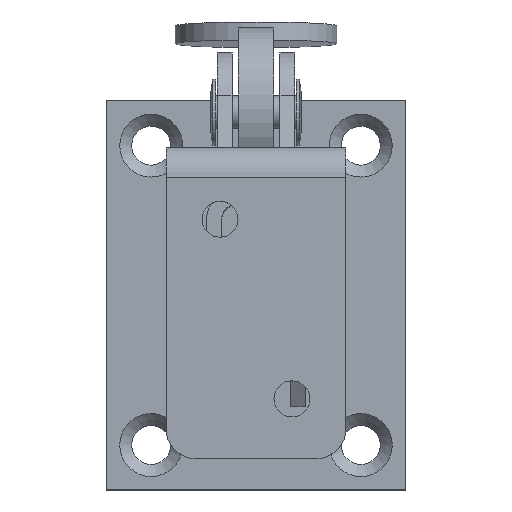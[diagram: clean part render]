
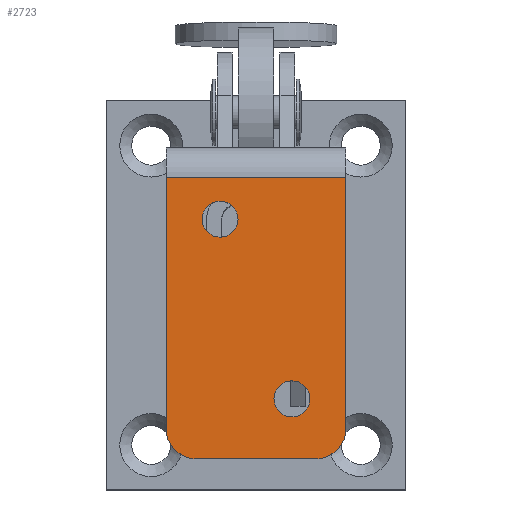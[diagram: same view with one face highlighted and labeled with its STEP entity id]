
A CAD part, top view. The second image highlights one B-rep face of the part: STEP entity #2723.
In plain terms, the highlighted planar face has unit normal (0, 0, 1).
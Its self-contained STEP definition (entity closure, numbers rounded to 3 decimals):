
#401 = EDGE_CURVE ( 'NONE', #12809, #6956, #2499, .T. ) ;
#705 = DIRECTION ( 'NONE',  ( 0., 0., -1. ) ) ;
#1029 = DIRECTION ( 'NONE',  ( 0., 1., 0. ) ) ;
#1160 = VECTOR ( 'NONE', #5127, 1000. ) ;
#1392 = VECTOR ( 'NONE', #7955, 1000. ) ;
#1396 = CARTESIAN_POINT ( 'NONE',  ( 15., 47., 18. ) ) ;
#1415 = ORIENTED_EDGE ( 'NONE', *, *, #3996, .F. ) ;
#1501 = FACE_OUTER_BOUND ( 'NONE', #11505, .T. ) ;
#1873 = CARTESIAN_POINT ( 'NONE',  ( -10., 5., 18. ) ) ;
#1922 = DIRECTION ( 'NONE',  ( 0., 1., 0. ) ) ;
#2499 = LINE ( 'NONE', #10661, #1160 ) ;
#2723 = ADVANCED_FACE ( 'NONE', ( #12780, #4315, #1501 ), #13166, .F. ) ;
#2906 = ORIENTED_EDGE ( 'NONE', *, *, #13033, .T. ) ;
#2984 = CARTESIAN_POINT ( 'NONE',  ( 10., 0., 18. ) ) ;
#3009 = DIRECTION ( 'NONE',  ( 1., 0., 0. ) ) ;
#3089 = DIRECTION ( 'NONE',  ( -1., 0., 0. ) ) ;
#3426 = EDGE_CURVE ( 'NONE', #4478, #3861, #6852, .T. ) ;
#3429 = VERTEX_POINT ( 'NONE', #12248 ) ;
#3806 = AXIS2_PLACEMENT_3D ( 'NONE', #12444, #705, #10257 ) ;
#3861 = VERTEX_POINT ( 'NONE', #10946 ) ;
#3913 = VERTEX_POINT ( 'NONE', #9018 ) ;
#3996 = EDGE_CURVE ( 'NONE', #10309, #6869, #4327, .T. ) ;
#4307 = DIRECTION ( 'NONE',  ( 0., 0., 1. ) ) ;
#4315 = FACE_BOUND ( 'NONE', #10154, .T. ) ;
#4327 = LINE ( 'NONE', #10586, #12464 ) ;
#4478 = VERTEX_POINT ( 'NONE', #12405 ) ;
#4561 = ORIENTED_EDGE ( 'NONE', *, *, #13694, .T. ) ;
#4686 = CARTESIAN_POINT ( 'NONE',  ( -15., 47., 18. ) ) ;
#4735 = CIRCLE ( 'NONE', #9948, 5. ) ;
#5127 = DIRECTION ( 'NONE',  ( 0., -1., 0. ) ) ;
#5644 = AXIS2_PLACEMENT_3D ( 'NONE', #10528, #4307, #7419 ) ;
#5820 = ORIENTED_EDGE ( 'NONE', *, *, #3426, .T. ) ;
#5946 = CIRCLE ( 'NONE', #5644, 3. ) ;
#6106 = ORIENTED_EDGE ( 'NONE', *, *, #12390, .T. ) ;
#6181 = DIRECTION ( 'NONE',  ( 0., 0., 1. ) ) ;
#6662 = DIRECTION ( 'NONE',  ( -1., 0., 0. ) ) ;
#6852 = LINE ( 'NONE', #4686, #1392 ) ;
#6869 = VERTEX_POINT ( 'NONE', #11996 ) ;
#6929 = AXIS2_PLACEMENT_3D ( 'NONE', #9403, #6181, #3009 ) ;
#6956 = VERTEX_POINT ( 'NONE', #10258 ) ;
#7098 = DIRECTION ( 'NONE',  ( 0., 0., 1. ) ) ;
#7251 = CIRCLE ( 'NONE', #13404, 5. ) ;
#7419 = DIRECTION ( 'NONE',  ( 1., 0., 0. ) ) ;
#7478 = DIRECTION ( 'NONE',  ( 0., 0., 1. ) ) ;
#7480 = CIRCLE ( 'NONE', #6929, 3. ) ;
#7955 = DIRECTION ( 'NONE',  ( 0., -1., 0. ) ) ;
#9018 = CARTESIAN_POINT ( 'NONE',  ( 9., 10., 18. ) ) ;
#9114 = ORIENTED_EDGE ( 'NONE', *, *, #401, .F. ) ;
#9403 = CARTESIAN_POINT ( 'NONE',  ( -6., 40., 18. ) ) ;
#9537 = EDGE_CURVE ( 'NONE', #3429, #3429, #7480, .T. ) ;
#9896 = VECTOR ( 'NONE', #6662, 1000. ) ;
#9948 = AXIS2_PLACEMENT_3D ( 'NONE', #10536, #7478, #1029 ) ;
#10154 = EDGE_LOOP ( 'NONE', ( #10656 ) ) ;
#10257 = DIRECTION ( 'NONE',  ( 0., 1., 0. ) ) ;
#10258 = CARTESIAN_POINT ( 'NONE',  ( 15., 5., 18. ) ) ;
#10296 = ORIENTED_EDGE ( 'NONE', *, *, #10431, .F. ) ;
#10309 = VERTEX_POINT ( 'NONE', #2984 ) ;
#10431 = EDGE_CURVE ( 'NONE', #3913, #3913, #5946, .T. ) ;
#10528 = CARTESIAN_POINT ( 'NONE',  ( 6., 10., 18. ) ) ;
#10536 = CARTESIAN_POINT ( 'NONE',  ( 10., 5., 18. ) ) ;
#10586 = CARTESIAN_POINT ( 'NONE',  ( 15., 0., 18. ) ) ;
#10656 = ORIENTED_EDGE ( 'NONE', *, *, #9537, .F. ) ;
#10661 = CARTESIAN_POINT ( 'NONE',  ( 15., 47., 18. ) ) ;
#10946 = CARTESIAN_POINT ( 'NONE',  ( -15., 5., 18. ) ) ;
#11504 = EDGE_LOOP ( 'NONE', ( #10296 ) ) ;
#11505 = EDGE_LOOP ( 'NONE', ( #5820, #6106, #1415, #4561, #9114, #2906 ) ) ;
#11996 = CARTESIAN_POINT ( 'NONE',  ( -10., 0., 18. ) ) ;
#12101 = CARTESIAN_POINT ( 'NONE',  ( 15., 47., 18. ) ) ;
#12248 = CARTESIAN_POINT ( 'NONE',  ( -3., 40., 18. ) ) ;
#12390 = EDGE_CURVE ( 'NONE', #3861, #6869, #7251, .T. ) ;
#12405 = CARTESIAN_POINT ( 'NONE',  ( -15., 47., 18. ) ) ;
#12444 = CARTESIAN_POINT ( 'NONE',  ( 15., 47., 18. ) ) ;
#12464 = VECTOR ( 'NONE', #3089, 1000. ) ;
#12734 = LINE ( 'NONE', #1396, #9896 ) ;
#12780 = FACE_BOUND ( 'NONE', #11504, .T. ) ;
#12809 = VERTEX_POINT ( 'NONE', #12101 ) ;
#13033 = EDGE_CURVE ( 'NONE', #12809, #4478, #12734, .T. ) ;
#13166 = PLANE ( 'NONE',  #3806 ) ;
#13404 = AXIS2_PLACEMENT_3D ( 'NONE', #1873, #7098, #1922 ) ;
#13694 = EDGE_CURVE ( 'NONE', #10309, #6956, #4735, .T. ) ;
